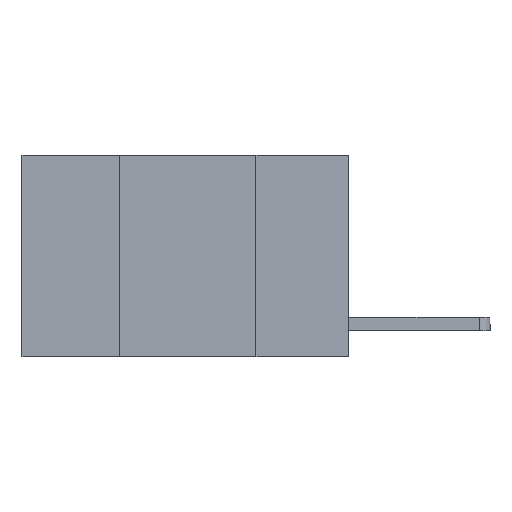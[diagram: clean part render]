
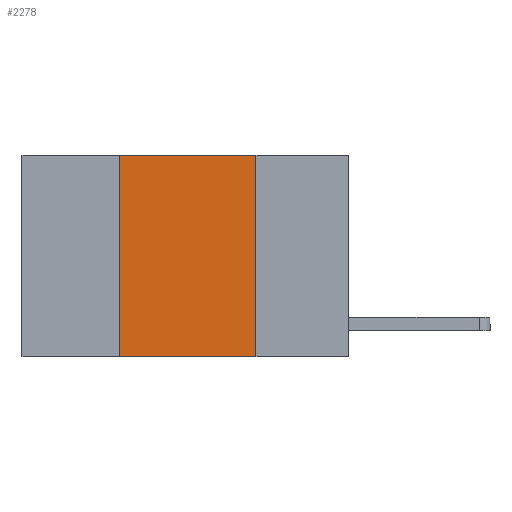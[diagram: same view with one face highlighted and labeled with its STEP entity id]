
A CAD part, left-side view. The second image highlights one B-rep face of the part: STEP entity #2278.
In plain terms, the highlighted planar face has unit normal (-1, 0, 0).
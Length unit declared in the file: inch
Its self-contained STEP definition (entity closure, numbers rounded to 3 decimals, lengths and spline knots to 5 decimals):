
#126 = CARTESIAN_POINT ( 'NONE',  ( 0., 0.17, 0. ) ) ;
#513 = CARTESIAN_POINT ( 'NONE',  ( 0., 0.6, 0. ) ) ;
#595 = CARTESIAN_POINT ( 'NONE',  ( 0., 0.42, -0.37 ) ) ;
#612 = ORIENTED_EDGE ( 'NONE', *, *, #8131, .F. ) ;
#814 = EDGE_CURVE ( 'NONE', #6435, #1677, #1134, .T. ) ;
#1134 = LINE ( 'NONE', #3567, #6211 ) ;
#1252 = CARTESIAN_POINT ( 'NONE',  ( 0., 0.17, 0. ) ) ;
#1677 = VERTEX_POINT ( 'NONE', #6679 ) ;
#1708 = DIRECTION ( 'NONE',  ( 0., -1., 0. ) ) ;
#1988 = DIRECTION ( 'NONE',  ( 0., 0., -1. ) ) ;
#2278 = ADVANCED_FACE ( 'NONE', ( #6787 ), #5582, .F. ) ;
#2466 = EDGE_CURVE ( 'NONE', #6917, #1677, #6241, .T. ) ;
#2577 = CARTESIAN_POINT ( 'NONE',  ( 0., 0.42, 0. ) ) ;
#2649 = LINE ( 'NONE', #6265, #5119 ) ;
#2661 = DIRECTION ( 'NONE',  ( 0., 0., 1. ) ) ;
#3007 = DIRECTION ( 'NONE',  ( 0., 0., -1. ) ) ;
#3567 = CARTESIAN_POINT ( 'NONE',  ( 0., 0.6, -0.37 ) ) ;
#3589 = VERTEX_POINT ( 'NONE', #4243 ) ;
#3729 = AXIS2_PLACEMENT_3D ( 'NONE', #513, #7375, #3007 ) ;
#4243 = CARTESIAN_POINT ( 'NONE',  ( 0., 0.42, 0. ) ) ;
#4254 = VECTOR ( 'NONE', #2661, 39.37008 ) ;
#4539 = DIRECTION ( 'NONE',  ( 0., -1., 0. ) ) ;
#5119 = VECTOR ( 'NONE', #4539, 39.37008 ) ;
#5582 = PLANE ( 'NONE',  #3729 ) ;
#5676 = VECTOR ( 'NONE', #1988, 39.37008 ) ;
#5694 = LINE ( 'NONE', #2577, #4254 ) ;
#6087 = ORIENTED_EDGE ( 'NONE', *, *, #6471, .F. ) ;
#6211 = VECTOR ( 'NONE', #1708, 39.37008 ) ;
#6241 = LINE ( 'NONE', #1252, #5676 ) ;
#6265 = CARTESIAN_POINT ( 'NONE',  ( 0., 0.6, 0. ) ) ;
#6435 = VERTEX_POINT ( 'NONE', #595 ) ;
#6471 = EDGE_CURVE ( 'NONE', #6435, #3589, #5694, .T. ) ;
#6679 = CARTESIAN_POINT ( 'NONE',  ( 0., 0.17, -0.37 ) ) ;
#6725 = ORIENTED_EDGE ( 'NONE', *, *, #814, .T. ) ;
#6787 = FACE_OUTER_BOUND ( 'NONE', #6928, .T. ) ;
#6917 = VERTEX_POINT ( 'NONE', #126 ) ;
#6928 = EDGE_LOOP ( 'NONE', ( #8150, #612, #6087, #6725 ) ) ;
#7375 = DIRECTION ( 'NONE',  ( 1., 0., 0. ) ) ;
#8131 = EDGE_CURVE ( 'NONE', #3589, #6917, #2649, .T. ) ;
#8150 = ORIENTED_EDGE ( 'NONE', *, *, #2466, .F. ) ;
